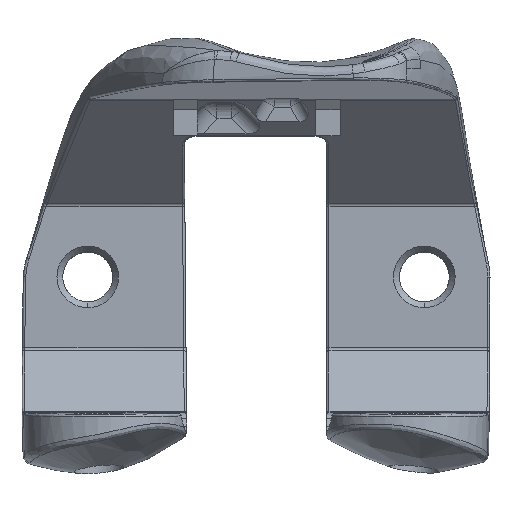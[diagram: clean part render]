
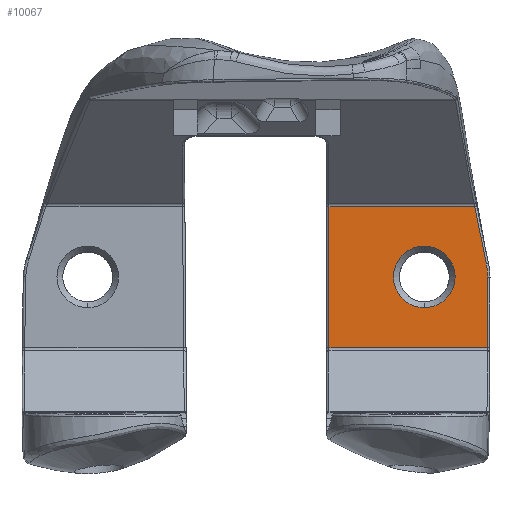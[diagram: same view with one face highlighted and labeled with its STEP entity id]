
A CAD part, top view. The second image highlights one B-rep face of the part: STEP entity #10067.
In plain terms, the highlighted planar face has unit normal (0, 0, 1).
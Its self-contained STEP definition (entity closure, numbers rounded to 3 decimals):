
#408=CARTESIAN_POINT('',(28.031,8.852,0.));
#422=CARTESIAN_POINT('',(28.031,8.852,0.));
#423=CARTESIAN_POINT('',(28.178,8.024,0.));
#424=CARTESIAN_POINT('',(28.488,6.375,0.));
#425=CARTESIAN_POINT('',(28.994,3.908,0.));
#426=CARTESIAN_POINT('',(29.34,2.293,0.));
#427=CARTESIAN_POINT('',(29.514,1.49,
0.));
#441=CARTESIAN_POINT('',(29.514,1.49,
0.));
#442=CARTESIAN_POINT('',(29.555,1.305,
0.));
#443=CARTESIAN_POINT('',(29.622,0.934,
0.));
#444=CARTESIAN_POINT('',(29.681,0.368,
0.));
#445=CARTESIAN_POINT('',(29.692,-0.01,0.));
#446=CARTESIAN_POINT('',(29.691,-0.199,0.));
#2516=CARTESIAN_POINT('',(29.691,-0.199,0.));
#2517=CARTESIAN_POINT('',(29.688,-0.565,0.));
#2518=CARTESIAN_POINT('',(29.684,-1.267,
0.));
#2519=CARTESIAN_POINT('',(29.677,-2.229,
0.));
#2520=CARTESIAN_POINT('',(29.671,-3.113,
0.));
#2521=CARTESIAN_POINT('',(29.665,-3.925,
0.));
#2522=CARTESIAN_POINT('',(29.659,-4.672,
0.));
#2523=CARTESIAN_POINT('',(29.653,-5.361,
0.));
#2524=CARTESIAN_POINT('',(29.648,-5.997,
0.));
#2525=CARTESIAN_POINT('',(29.643,-6.585,
0.));
#2526=CARTESIAN_POINT('',(29.639,-7.128,
0.));
#2527=CARTESIAN_POINT('',(29.635,-7.628,
0.));
#2528=CARTESIAN_POINT('',(29.631,-8.091,
0.));
#2529=CARTESIAN_POINT('',(29.627,-8.518,
0.));
#2530=CARTESIAN_POINT('',(29.623,-8.914,
0.));
#2531=CARTESIAN_POINT('',(29.621,-9.159,
0.));
#2532=CARTESIAN_POINT('',(29.62,-9.277,
0.));
#2733=DIRECTION('',(0.,1.,0.));
#2734=VECTOR('',#2733,18.129);
#2735=CARTESIAN_POINT('',(9.35,-9.277,0.));
#2736=LINE('',#2735,#2734);
#2770=DIRECTION('',(1.,0.,0.));
#2771=VECTOR('',#2770,18.681);
#2772=CARTESIAN_POINT('',(9.35,8.852,0.));
#2773=LINE('',#2772,#2771);
#2782=DIRECTION('',(1.,0.,0.));
#2783=VECTOR('',#2782,20.27);
#2784=CARTESIAN_POINT('',(9.35,-9.277,0.));
#2785=LINE('',#2784,#2783);
#2892=CARTESIAN_POINT('',(21.57,-0.17,0.));
#2893=DIRECTION('',(0.,0.,-1.));
#2894=DIRECTION('',(0.,-1.,0.));
#2895=AXIS2_PLACEMENT_3D('',#2892,#2893,#2894);
#2902=CARTESIAN_POINT('',(21.57,-0.17,0.));
#2903=DIRECTION('',(0.,0.,-1.));
#2904=DIRECTION('',(0.,1.,0.));
#2905=AXIS2_PLACEMENT_3D('',#2902,#2903,#2904);
#3727=VERTEX_POINT('',#408);
#3729=VERTEX_POINT('',#427);
#3731=VERTEX_POINT('',#446);
#3733=VERTEX_POINT('',#2532);
#3756=CARTESIAN_POINT('',(9.35,-9.277,0.));
#3757=VERTEX_POINT('',#3756);
#3760=CARTESIAN_POINT('',(9.35,8.852,0.));
#3761=VERTEX_POINT('',#3760);
#3804=CARTESIAN_POINT('',(21.57,-4.12,0.));
#3805=CARTESIAN_POINT('',(21.57,3.78,0.));
#3806=VERTEX_POINT('',#3804);
#3807=VERTEX_POINT('',#3805);
#10044=CARTESIAN_POINT('',(-44.,9.06,0.));
#10045=DIRECTION('',(0.,0.,-1.));
#10046=DIRECTION('',(0.,-1.,0.));
#10047=AXIS2_PLACEMENT_3D('',#10044,#10045,#10046);
#10048=PLANE('',#10047);
#10049=ORIENTED_EDGE('',*,*,#5320,.T.);
#10050=ORIENTED_EDGE('',*,*,#5355,.T.);
#10052=ORIENTED_EDGE('',*,*,#10051,.T.);
#10054=ORIENTED_EDGE('',*,*,#10053,.F.);
#10056=ORIENTED_EDGE('',*,*,#10055,.T.);
#10058=ORIENTED_EDGE('',*,*,#10057,.T.);
#10059=EDGE_LOOP('',(#10049,#10050,#10052,#10054,#10056,#10058));
#10060=FACE_OUTER_BOUND('',#10059,.F.);
#10062=ORIENTED_EDGE('',*,*,#10061,.F.);
#10064=ORIENTED_EDGE('',*,*,#10063,.F.);
#10065=EDGE_LOOP('',(#10062,#10064));
#10066=FACE_BOUND('',#10065,.F.);
#10067=ADVANCED_FACE('',(#10060,#10066),#10048,.F.);
#428=B_SPLINE_CURVE_WITH_KNOTS('',3,(#422,#423,#424,#425,#426,#427),
.UNSPECIFIED.,.F.,.F.,(4,1,1,4),(0.,0.333,0.667,1.),
.UNSPECIFIED.);
#447=B_SPLINE_CURVE_WITH_KNOTS('',3,(#441,#442,#443,#444,#445,#446),
.UNSPECIFIED.,.F.,.F.,(4,1,1,4),(0.,0.333,0.667,1.),
.UNSPECIFIED.);
#2533=B_SPLINE_CURVE_WITH_KNOTS('',3,(#2516,#2517,#2518,#2519,#2520,#2521,#2522,
#2523,#2524,#2525,#2526,#2527,#2528,#2529,#2530,#2531,#2532),.UNSPECIFIED.,.F.,
.F.,(4,1,1,1,1,1,1,1,1,1,1,1,1,1,4),(0.,0.071,0.143,
0.214,0.286,0.357,0.429,0.5,
0.571,0.643,0.714,0.786,
0.857,0.929,1.),.UNSPECIFIED.);
#2896=CIRCLE('',#2895,3.95);
#2906=CIRCLE('',#2905,3.95);
#5320=EDGE_CURVE('',#3727,#3729,#428,.T.);
#5355=EDGE_CURVE('',#3729,#3731,#447,.T.);
#10051=EDGE_CURVE('',#3731,#3733,#2533,.T.);
#10053=EDGE_CURVE('',#3757,#3733,#2785,.T.);
#10055=EDGE_CURVE('',#3757,#3761,#2736,.T.);
#10057=EDGE_CURVE('',#3761,#3727,#2773,.T.);
#10061=EDGE_CURVE('',#3806,#3807,#2896,.T.);
#10063=EDGE_CURVE('',#3807,#3806,#2906,.T.);
